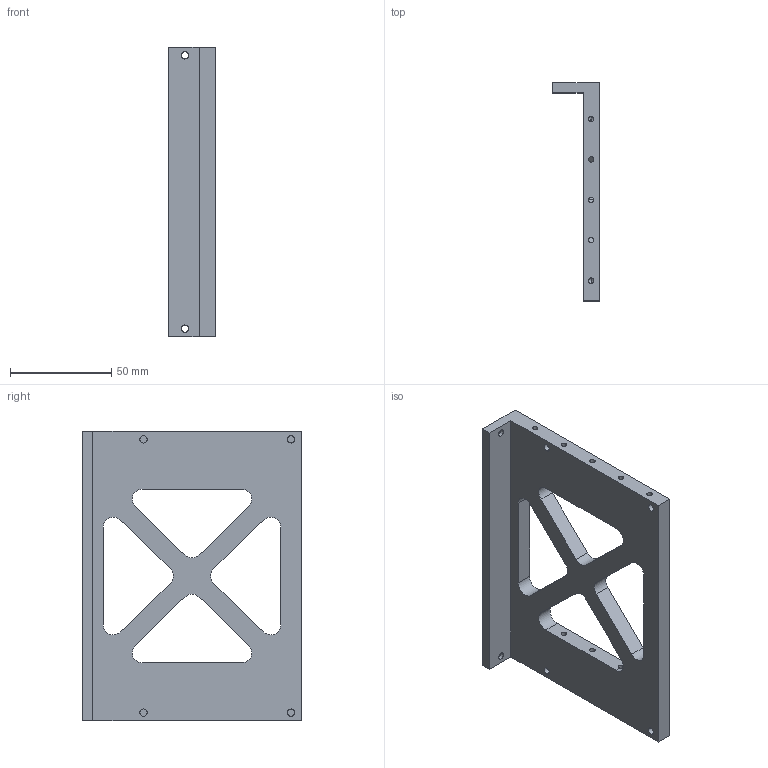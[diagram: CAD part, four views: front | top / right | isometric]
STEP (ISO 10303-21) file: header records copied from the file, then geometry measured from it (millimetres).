
FILE_DESCRIPTION (( 'STEP AP203' ), '1' );
FILE_NAME ('top cross brace.STEP', '2018-05-18T07:33:48', ( '' ), ( '' ), 'SwSTEP 2.0', 'SolidWorks 2018', '' );
FILE_SCHEMA (( 'CONFIG_CONTROL_DESIGN' ));
Length unit declared in the file: millimetre
Products named in the file (1): top cross brace
Bounding box: 23 x 108 x 143.23 mm (x, y, z)
Volume: 91682 mm3; surface area: 37089.6 mm2
Topology: 1 solids, 1 shells, 97 faces, 253 edges, 162 vertices
Faces by surface type: cylinder 59, plane 30, cone 8
Entity records: 3116 total; most frequent: DIRECTION 557, CARTESIAN_POINT 536, ORIENTED_EDGE 490, EDGE_CURVE 245, AXIS2_PLACEMENT_3D 217, VERTEX_POINT 162, EDGE_LOOP 133, VECTOR 123
